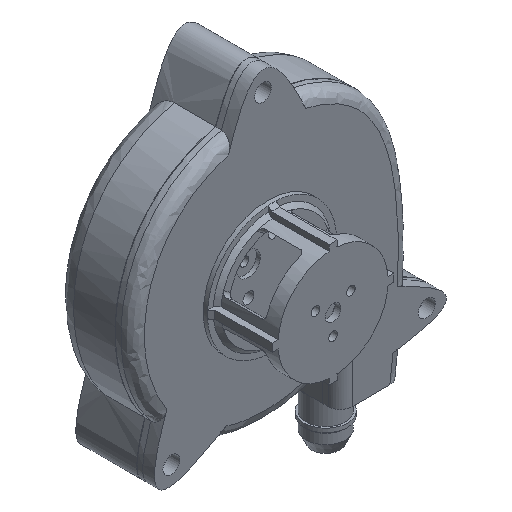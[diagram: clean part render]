
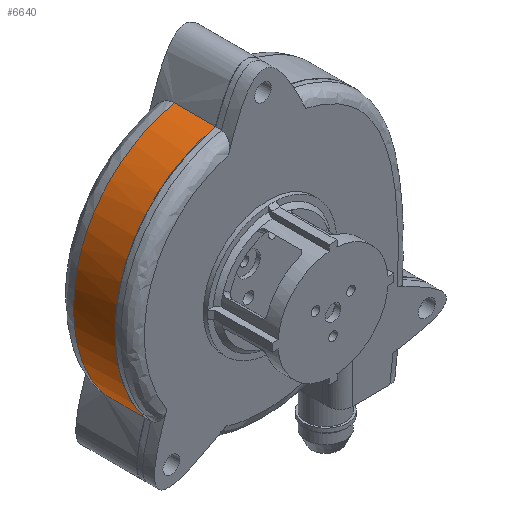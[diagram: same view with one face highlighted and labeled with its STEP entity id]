
A CAD part, isometric view. The second image highlights one B-rep face of the part: STEP entity #6640.
In plain terms, the highlighted free-form (B-spline) face has degree [3, 1] with [40, 2] control points.
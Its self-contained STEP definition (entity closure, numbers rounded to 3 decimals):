
#51=B_SPLINE_SURFACE_WITH_KNOTS('',3,1,((#17251,#17252),(#17253,#17254),
(#17255,#17256),(#17257,#17258),(#17259,#17260),(#17261,#17262),(#17263,
#17264),(#17265,#17266),(#17267,#17268),(#17269,#17270),(#17271,#17272),
(#17273,#17274),(#17275,#17276),(#17277,#17278),(#17279,#17280),(#17281,
#17282),(#17283,#17284),(#17285,#17286),(#17287,#17288),(#17289,#17290),
(#17291,#17292),(#17293,#17294),(#17295,#17296),(#17297,#17298),(#17299,
#17300),(#17301,#17302),(#17303,#17304),(#17305,#17306),(#17307,#17308),
(#17309,#17310),(#17311,#17312),(#17313,#17314),(#17315,#17316),(#17317,
#17318),(#17319,#17320),(#17321,#17322),(#17323,#17324),(#17325,#17326),
(#17327,#17328),(#17329,#17330)),.UNSPECIFIED.,.F.,.F.,.F.,(4,3,3,3,3,3,
3,3,3,3,3,3,3,4),(2,2),(-0.007,0.,0.125,0.227,
0.303,0.378,0.456,0.518,
0.582,0.665,0.735,0.811,
0.898,0.973),(-1.7,0.3),.UNSPECIFIED.);
#376=LINE('',#17332,#791);
#377=LINE('',#17350,#792);
#791=VECTOR('',#7922,10.);
#792=VECTOR('',#7923,10.);
#1367=FACE_OUTER_BOUND('',#1757,.T.);
#1757=EDGE_LOOP('',(#5157,#5158,#5159,#5160));
#2192=B_SPLINE_CURVE_WITH_KNOTS('',3,(#17206,#17207,#17208,#17209,#17210,
#17211,#17212,#17213,#17214,#17215,#17216,#17217,#17218,#17219,#17220),
 .UNSPECIFIED.,.F.,.F.,(4,2,1,2,1,2,1,2,4),(-5.872,-4.632,
-3.888,-2.896,-2.347,-1.615,
-0.913,-0.386,0.),
 .UNSPECIFIED.);
#2195=B_SPLINE_CURVE_WITH_KNOTS('',3,(#17334,#17335,#17336,#17337,#17338,
#17339,#17340,#17341,#17342,#17343,#17344,#17345,#17346,#17347,#17348,#17349),
 .UNSPECIFIED.,.F.,.F.,(4,3,3,3,3,4),(-5.275,-4.133,
-2.629,-1.474,-0.348,0.),
 .UNSPECIFIED.);
#2935=VERTEX_POINT('',#17190);
#2936=VERTEX_POINT('',#17205);
#2938=VERTEX_POINT('',#17331);
#2939=VERTEX_POINT('',#17333);
#3746=EDGE_CURVE('',#2935,#2936,#2192,.T.);
#3749=EDGE_CURVE('',#2935,#2938,#376,.T.);
#3750=EDGE_CURVE('',#2938,#2939,#2195,.T.);
#3751=EDGE_CURVE('',#2939,#2936,#377,.T.);
#5157=ORIENTED_EDGE('',*,*,#3746,.F.);
#5158=ORIENTED_EDGE('',*,*,#3749,.T.);
#5159=ORIENTED_EDGE('',*,*,#3750,.T.);
#5160=ORIENTED_EDGE('',*,*,#3751,.T.);
#6640=ADVANCED_FACE('',(#1367),#51,.T.);
#7922=DIRECTION('',(0.,-1.,0.));
#7923=DIRECTION('',(0.,1.,0.));
#17190=CARTESIAN_POINT('',(-26.874,11.,-20.151));
#17205=CARTESIAN_POINT('',(-8.904,11.,34.89));
#17206=CARTESIAN_POINT('Ctrl Pts',(-26.874,11.,-20.151));
#17207=CARTESIAN_POINT('Ctrl Pts',(-29.911,11.,-16.313));
#17208=CARTESIAN_POINT('Ctrl Pts',(-32.026,11.,-11.888));
#17209=CARTESIAN_POINT('Ctrl Pts',(-33.967,11.,-4.402));
#17210=CARTESIAN_POINT('Ctrl Pts',(-34.879,11.,2.222));
#17211=CARTESIAN_POINT('Ctrl Pts',(-34.087,11.,8.992));
#17212=CARTESIAN_POINT('Ctrl Pts',(-32.382,11.,14.779));
#17213=CARTESIAN_POINT('Ctrl Pts',(-30.467,11.,19.527));
#17214=CARTESIAN_POINT('Ctrl Pts',(-27.489,11.,23.723));
#17215=CARTESIAN_POINT('Ctrl Pts',(-23.443,11.,27.892));
#17216=CARTESIAN_POINT('Ctrl Pts',(-19.486,11.,30.913));
#17217=CARTESIAN_POINT('Ctrl Pts',(-15.123,11.,32.929));
#17218=CARTESIAN_POINT('Ctrl Pts',(-11.775,11.,34.138));
#17219=CARTESIAN_POINT('Ctrl Pts',(-10.341,11.,34.556));
#17220=CARTESIAN_POINT('Ctrl Pts',(-8.904,11.,34.89));
#17251=CARTESIAN_POINT('Ctrl Pts',(33.961,16.,-39.606));
#17252=CARTESIAN_POINT('Ctrl Pts',(33.961,-4.,-39.606));
#17253=CARTESIAN_POINT('Ctrl Pts',(34.07,16.,-38.73));
#17254=CARTESIAN_POINT('Ctrl Pts',(34.07,-4.,-38.73));
#17255=CARTESIAN_POINT('Ctrl Pts',(34.18,16.,-37.855));
#17256=CARTESIAN_POINT('Ctrl Pts',(34.18,-4.,-37.855));
#17257=CARTESIAN_POINT('Ctrl Pts',(34.29,16.,-36.979));
#17258=CARTESIAN_POINT('Ctrl Pts',(34.29,-4.,-36.979));
#17259=CARTESIAN_POINT('Ctrl Pts',(36.158,16.,-22.056));
#17260=CARTESIAN_POINT('Ctrl Pts',(36.158,-4.,-22.056));
#17261=CARTESIAN_POINT('Ctrl Pts',(36.627,16.,-9.467));
#17262=CARTESIAN_POINT('Ctrl Pts',(36.627,-4.,-9.467));
#17263=CARTESIAN_POINT('Ctrl Pts',(35.528,16.,0.876));
#17264=CARTESIAN_POINT('Ctrl Pts',(35.528,-4.,0.876));
#17265=CARTESIAN_POINT('Ctrl Pts',(34.632,16.,9.306));
#17266=CARTESIAN_POINT('Ctrl Pts',(34.632,-4.,9.306));
#17267=CARTESIAN_POINT('Ctrl Pts',(32.7,16.,16.28));
#17268=CARTESIAN_POINT('Ctrl Pts',(32.7,-4.,16.28));
#17269=CARTESIAN_POINT('Ctrl Pts',(29.255,16.,21.823));
#17270=CARTESIAN_POINT('Ctrl Pts',(29.255,-4.,21.823));
#17271=CARTESIAN_POINT('Ctrl Pts',(26.674,16.,25.976));
#17272=CARTESIAN_POINT('Ctrl Pts',(26.674,-4.,25.976));
#17273=CARTESIAN_POINT('Ctrl Pts',(23.193,16.,29.288));
#17274=CARTESIAN_POINT('Ctrl Pts',(23.193,-4.,29.288));
#17275=CARTESIAN_POINT('Ctrl Pts',(18.9,16.,31.634));
#17276=CARTESIAN_POINT('Ctrl Pts',(18.9,-4.,31.634));
#17277=CARTESIAN_POINT('Ctrl Pts',(14.677,16.,33.942));
#17278=CARTESIAN_POINT('Ctrl Pts',(14.677,-4.,33.942));
#17279=CARTESIAN_POINT('Ctrl Pts',(9.678,16.,35.36));
#17280=CARTESIAN_POINT('Ctrl Pts',(9.678,-4.,35.36));
#17281=CARTESIAN_POINT('Ctrl Pts',(4.237,16.,35.811));
#17282=CARTESIAN_POINT('Ctrl Pts',(4.237,-4.,35.811));
#17283=CARTESIAN_POINT('Ctrl Pts',(-1.392,16.,36.278));
#17284=CARTESIAN_POINT('Ctrl Pts',(-1.392,-4.,36.278));
#17285=CARTESIAN_POINT('Ctrl Pts',(-7.495,16.,35.683));
#17286=CARTESIAN_POINT('Ctrl Pts',(-7.495,-4.,35.683));
#17287=CARTESIAN_POINT('Ctrl Pts',(-13.187,16.,33.628));
#17288=CARTESIAN_POINT('Ctrl Pts',(-13.187,-4.,33.628));
#17289=CARTESIAN_POINT('Ctrl Pts',(-17.736,16.,31.986));
#17290=CARTESIAN_POINT('Ctrl Pts',(-17.736,-4.,31.986));
#17291=CARTESIAN_POINT('Ctrl Pts',(-21.999,16.,29.379));
#17292=CARTESIAN_POINT('Ctrl Pts',(-21.999,-4.,29.379));
#17293=CARTESIAN_POINT('Ctrl Pts',(-25.422,16.,25.853));
#17294=CARTESIAN_POINT('Ctrl Pts',(-25.422,-4.,25.853));
#17295=CARTESIAN_POINT('Ctrl Pts',(-28.934,16.,22.236));
#17296=CARTESIAN_POINT('Ctrl Pts',(-28.934,-4.,22.236));
#17297=CARTESIAN_POINT('Ctrl Pts',(-31.529,16.,17.671));
#17298=CARTESIAN_POINT('Ctrl Pts',(-31.529,-4.,17.671));
#17299=CARTESIAN_POINT('Ctrl Pts',(-32.99,16.,12.712));
#17300=CARTESIAN_POINT('Ctrl Pts',(-32.99,-4.,12.712));
#17301=CARTESIAN_POINT('Ctrl Pts',(-34.892,16.,6.258));
#17302=CARTESIAN_POINT('Ctrl Pts',(-34.892,-4.,6.258));
#17303=CARTESIAN_POINT('Ctrl Pts',(-34.895,16.,-0.824));
#17304=CARTESIAN_POINT('Ctrl Pts',(-34.895,-4.,-0.824));
#17305=CARTESIAN_POINT('Ctrl Pts',(-33.239,16.,-7.21));
#17306=CARTESIAN_POINT('Ctrl Pts',(-33.239,-4.,-7.21));
#17307=CARTESIAN_POINT('Ctrl Pts',(-31.844,16.,-12.587));
#17308=CARTESIAN_POINT('Ctrl Pts',(-31.844,-4.,-12.587));
#17309=CARTESIAN_POINT('Ctrl Pts',(-29.276,16.,-17.453));
#17310=CARTESIAN_POINT('Ctrl Pts',(-29.276,-4.,-17.453));
#17311=CARTESIAN_POINT('Ctrl Pts',(-25.91,16.,-21.312));
#17312=CARTESIAN_POINT('Ctrl Pts',(-25.91,-4.,-21.312));
#17313=CARTESIAN_POINT('Ctrl Pts',(-22.217,16.,-25.547));
#17314=CARTESIAN_POINT('Ctrl Pts',(-22.217,-4.,-25.547));
#17315=CARTESIAN_POINT('Ctrl Pts',(-17.592,16.,-28.568));
#17316=CARTESIAN_POINT('Ctrl Pts',(-17.592,-4.,-28.568));
#17317=CARTESIAN_POINT('Ctrl Pts',(-12.709,16.,-30.354));
#17318=CARTESIAN_POINT('Ctrl Pts',(-12.709,-4.,-30.354));
#17319=CARTESIAN_POINT('Ctrl Pts',(-7.221,16.,-32.363));
#17320=CARTESIAN_POINT('Ctrl Pts',(-7.221,-4.,-32.363));
#17321=CARTESIAN_POINT('Ctrl Pts',(-1.436,16.,-32.873));
#17322=CARTESIAN_POINT('Ctrl Pts',(-1.436,-4.,-32.873));
#17323=CARTESIAN_POINT('Ctrl Pts',(4.152,16.,-32.116));
#17324=CARTESIAN_POINT('Ctrl Pts',(4.152,-4.,-32.116));
#17325=CARTESIAN_POINT('Ctrl Pts',(9.043,16.,-31.453));
#17326=CARTESIAN_POINT('Ctrl Pts',(9.043,-4.,-31.453));
#17327=CARTESIAN_POINT('Ctrl Pts',(13.793,16.,-29.812));
#17328=CARTESIAN_POINT('Ctrl Pts',(13.793,-4.,-29.812));
#17329=CARTESIAN_POINT('Ctrl Pts',(18.313,16.,-27.269));
#17330=CARTESIAN_POINT('Ctrl Pts',(18.313,-4.,-27.269));
#17331=CARTESIAN_POINT('',(-26.874,0.5,-20.151));
#17332=CARTESIAN_POINT('',(-26.874,16.,-20.151));
#17333=CARTESIAN_POINT('',(-8.904,0.5,34.89));
#17334=CARTESIAN_POINT('Ctrl Pts',(-26.874,0.5,
-20.151));
#17335=CARTESIAN_POINT('Ctrl Pts',(-29.767,0.5,
-16.496));
#17336=CARTESIAN_POINT('Ctrl Pts',(-31.981,0.5,
-12.061));
#17337=CARTESIAN_POINT('Ctrl Pts',(-33.239,0.5,
-7.21));
#17338=CARTESIAN_POINT('Ctrl Pts',(-34.895,0.5,
-0.824));
#17339=CARTESIAN_POINT('Ctrl Pts',(-34.892,0.5,
6.258));
#17340=CARTESIAN_POINT('Ctrl Pts',(-32.99,0.5,
12.712));
#17341=CARTESIAN_POINT('Ctrl Pts',(-31.529,0.5,
17.671));
#17342=CARTESIAN_POINT('Ctrl Pts',(-28.934,0.5,
22.236));
#17343=CARTESIAN_POINT('Ctrl Pts',(-25.422,0.5,25.853));
#17344=CARTESIAN_POINT('Ctrl Pts',(-21.999,0.5,
29.379));
#17345=CARTESIAN_POINT('Ctrl Pts',(-17.736,0.5,
31.986));
#17346=CARTESIAN_POINT('Ctrl Pts',(-13.187,0.5,
33.628));
#17347=CARTESIAN_POINT('Ctrl Pts',(-11.78,0.5,
34.136));
#17348=CARTESIAN_POINT('Ctrl Pts',(-10.348,0.5,
34.555));
#17349=CARTESIAN_POINT('Ctrl Pts',(-8.904,0.5,
34.89));
#17350=CARTESIAN_POINT('',(-8.904,16.,34.89));
